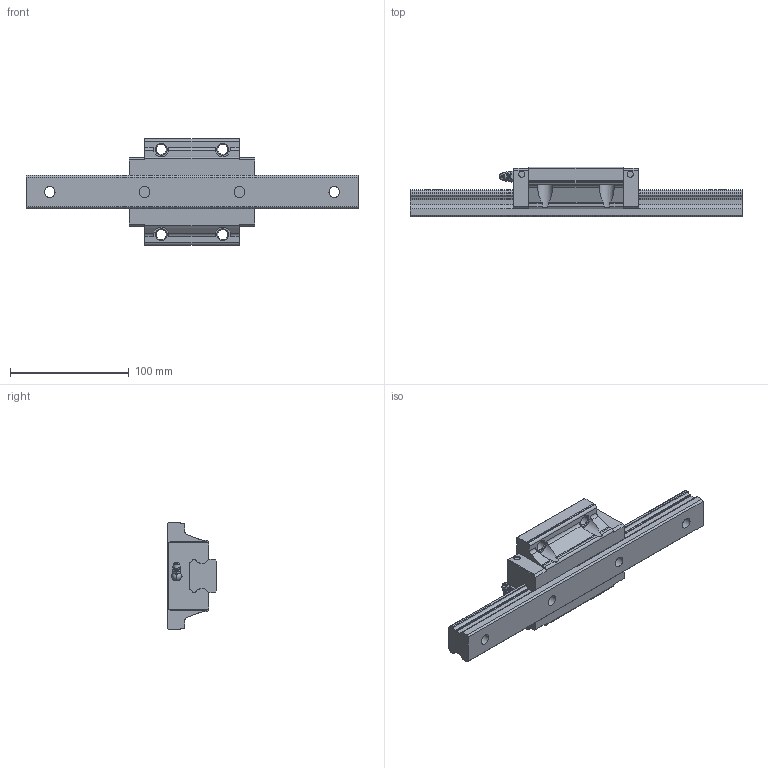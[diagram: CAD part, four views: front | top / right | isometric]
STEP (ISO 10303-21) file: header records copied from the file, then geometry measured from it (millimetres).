
FILE_DESCRIPTION( ( '' ), '1' );
FILE_NAME( 'SHS30C1SS280200B-M6F87000.stp', '2015-10-08T14:21:32', ( '' ), ( '' ), ' ', ' ', ' ' );
FILE_SCHEMA( ( 'automotive_design' ) );
Length unit declared in the file: millimetre
Products named in the file (3): 1; 2; 3
Bounding box: 280 x 42 x 90 mm (x, y, z)
Volume: 366846.7 mm3; surface area: 66712.6 mm2
Topology: 3 solids, 3 shells, 266 faces, 713 edges, 458 vertices
Faces by surface type: plane 118, cylinder 98, cone 38, torus 6, sphere 6
Entity records: 16579 total; most frequent: CARTESIAN_POINT 1794, DIRECTION 1460, STYLED_ITEM 1432, PRESENTATION_STYLE_ASSIGNMENT 1432, COLOUR_RGB 1432, ORIENTED_EDGE 1410, EDGE_CURVE 705, CURVE_STYLE 705
